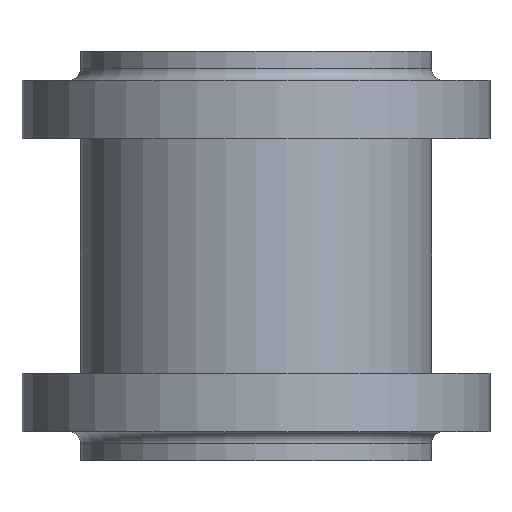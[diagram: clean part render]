
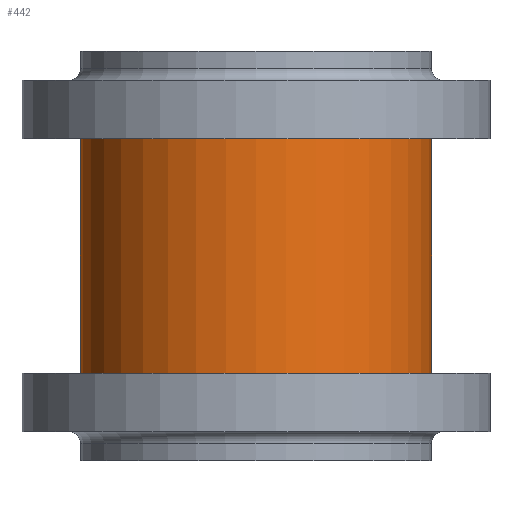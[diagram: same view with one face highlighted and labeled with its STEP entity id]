
A CAD part, left-side view. The second image highlights one B-rep face of the part: STEP entity #442.
In plain terms, the highlighted cylindrical face has radius 30 mm (diameter 60 mm), a full revolution.
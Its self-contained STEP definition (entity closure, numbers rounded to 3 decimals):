
#26=CYLINDRICAL_SURFACE('',#518,30.);
#62=LINE('',#793,#86);
#86=VECTOR('',#666,30.);
#124=FACE_OUTER_BOUND('',#162,.T.);
#162=EDGE_LOOP('',(#405,#406,#407,#408));
#191=CIRCLE('',#498,30.);
#195=CIRCLE('',#507,30.);
#227=VERTEX_POINT('',#751);
#233=VERTEX_POINT('',#772);
#277=EDGE_CURVE('',#227,#227,#191,.T.);
#287=EDGE_CURVE('',#233,#233,#195,.T.);
#296=EDGE_CURVE('',#227,#233,#62,.T.);
#405=ORIENTED_EDGE('',*,*,#277,.T.);
#406=ORIENTED_EDGE('',*,*,#296,.T.);
#407=ORIENTED_EDGE('',*,*,#287,.T.);
#408=ORIENTED_EDGE('',*,*,#296,.F.);
#442=ADVANCED_FACE('',(#124),#26,.T.);
#498=AXIS2_PLACEMENT_3D('',#752,#615,#616);
#507=AXIS2_PLACEMENT_3D('',#773,#639,#640);
#518=AXIS2_PLACEMENT_3D('',#792,#664,#665);
#615=DIRECTION('center_axis',(0.,0.,-1.));
#616=DIRECTION('ref_axis',(1.,0.,0.));
#639=DIRECTION('center_axis',(0.,0.,1.));
#640=DIRECTION('ref_axis',(1.,0.,0.));
#664=DIRECTION('center_axis',(0.,0.,1.));
#665=DIRECTION('ref_axis',(1.,0.,0.));
#666=DIRECTION('',(0.,0.,-1.));
#751=CARTESIAN_POINT('',(-30.,0.,55.));
#752=CARTESIAN_POINT('Origin',(0.,0.,55.));
#772=CARTESIAN_POINT('',(-30.,0.,15.));
#773=CARTESIAN_POINT('Origin',(0.,0.,15.));
#792=CARTESIAN_POINT('Origin',(0.,0.,0.));
#793=CARTESIAN_POINT('',(-30.,0.,0.));
